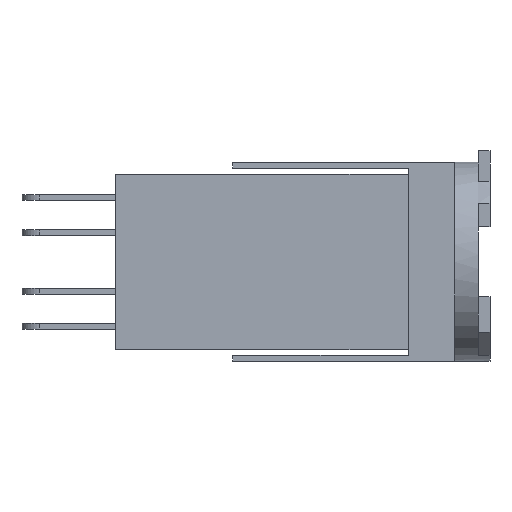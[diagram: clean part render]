
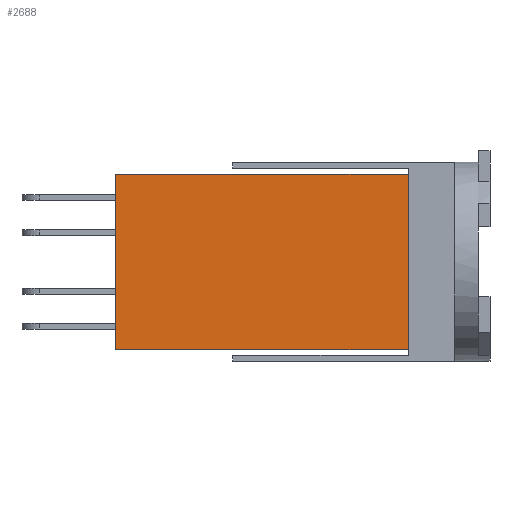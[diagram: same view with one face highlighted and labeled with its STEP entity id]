
A CAD part, left-side view. The second image highlights one B-rep face of the part: STEP entity #2688.
In plain terms, the highlighted planar face has unit normal (-1, 0, 0).
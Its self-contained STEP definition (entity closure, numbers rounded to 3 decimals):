
#2649=CARTESIAN_POINT('POINT48752',(-9.,29.,7.5));
#2650=VERTEX_POINT('VERTEX48752',#2649);
#2651=CARTESIAN_POINT('POINT48753',(-9.,29.,-7.5));
#2652=VERTEX_POINT('VERTEX48753',#2651);
#2653=CARTESIAN_POINT('POS82551',(-9.,29.,0.));
#2654=DIRECTION('DIR118447',(0.,0.,-1.));
#2655=VECTOR('VEC46655',#2654,25.4);
#2656=LINE('STRAIGHT46655',#2653,#2655);
#2657=EDGE_CURVE('EDGE74259',#2650,#2652,#2656,.T.);
#2658=ORIENTED_EDGE('COEDGE148641',*,*,#2657,.T.);
#2659=CARTESIAN_POINT('POINT48754',(-9.,4.,-7.5));
#2660=VERTEX_POINT('VERTEX48754',#2659);
#2661=CARTESIAN_POINT('POS82552',(-9.,16.5,-7.5));
#2662=DIRECTION('DIR118448',(0.,1.,0.));
#2663=VECTOR('VEC46656',#2662,25.4);
#2664=LINE('STRAIGHT46656',#2661,#2663);
#2665=EDGE_CURVE('EDGE74260',#2660,#2652,#2664,.T.);
#2666=ORIENTED_EDGE('COEDGE148642',*,*,#2665,.F.);
#2667=CARTESIAN_POINT('POINT48755',(-9.,4.,7.5));
#2668=VERTEX_POINT('VERTEX48755',#2667);
#2669=CARTESIAN_POINT('POS82553',(-9.,4.,0.));
#2670=DIRECTION('DIR118449',(0.,0.,-1.));
#2671=VECTOR('VEC46657',#2670,25.4);
#2672=LINE('STRAIGHT46657',#2669,#2671);
#2673=EDGE_CURVE('EDGE74261',#2668,#2660,#2672,.T.);
#2674=ORIENTED_EDGE('COEDGE148643',*,*,#2673,.F.);
#2675=CARTESIAN_POINT('POS82554',(-9.,16.5,7.5));
#2676=DIRECTION('DIR118450',(0.,-1.,0.))
   ;
#2677=VECTOR('VEC46658',#2676,25.4);
#2678=LINE('STRAIGHT46658',#2675,#2677);
#2679=EDGE_CURVE('EDGE74262',#2650,#2668,#2678,.T.);
#2680=ORIENTED_EDGE('COEDGE148644',*,*,#2679,.F.);
#2681=EDGE_LOOP('NONE',(#2658,#2666,#2674,#2680));
#2682=FACE_BOUND('LOOP1',#2681,.T.);
#2683=CARTESIAN_POINT('POS82555',(-9.,16.5,0.));
#2684=DIRECTION('DIR118451',(1.,0.,0.));
#2685=DIRECTION('DIR118452',(0.,1.,0.));
#2686=AXIS2_PLACEMENT_3D('AXIS35897',#2683,#2684,#2685);
#2687=PLANE('PLANE15527',#2686);
#2688=ADVANCED_FACE('FACE29200',(#2682),#2687,.F.);
